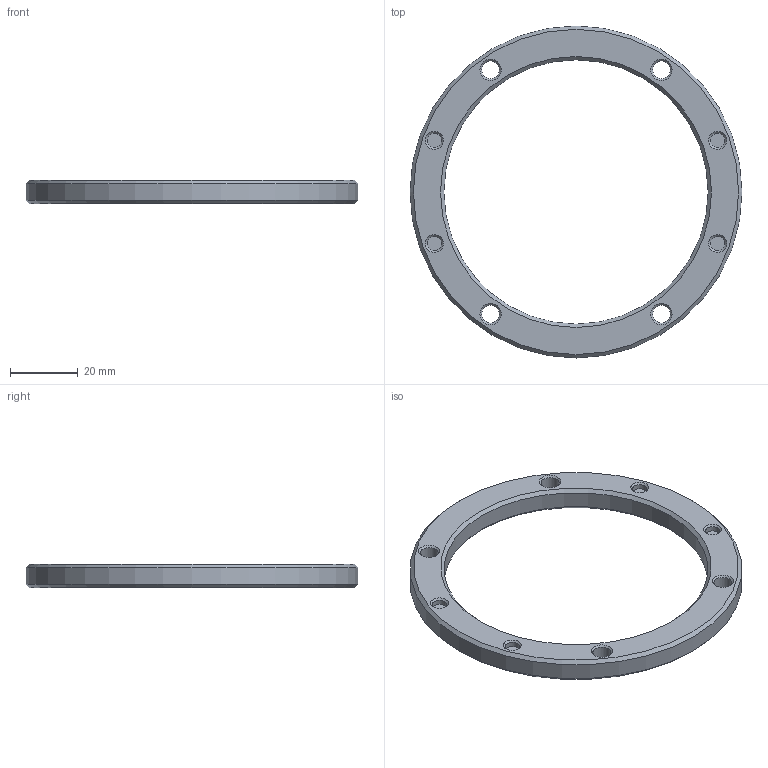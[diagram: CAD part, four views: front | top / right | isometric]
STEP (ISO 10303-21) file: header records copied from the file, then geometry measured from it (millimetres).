
FILE_DESCRIPTION(/* description */ (''),/* implementation_level */ '2;1');
FILE_NAME(/* name */ '3-BattSupportCircle.step',/* time_stamp */ '2019-12-21T14:07:24-04:00',/* author */ (''),/* organization */ (''),/* preprocessor_version */ 'ST-DEVELOPER v18',/* originating_system */ 'Autodesk Translation Framework v8.12.0.6',/* authorisation */ '');
FILE_SCHEMA (('AUTOMOTIVE_DESIGN { 1 0 10303 214 3 1 1 }'));
Length unit declared in the file: millimetre
Products named in the file (1): BattSupportCircle
Bounding box: 98 x 98 x 7 mm (x, y, z)
Volume: 17917 mm3; surface area: 9192.3 mm2
Topology: 1 solids, 1 shells, 44 faces, 102 edges, 68 vertices
Faces by surface type: cone 20, cylinder 14, plane 10
Full cylindrical faces by diameter (mm): 4.3 x8, 5.3 x4, 78 x1, 98 x1
Entity records: 1347 total; most frequent: DIRECTION 260, CARTESIAN_POINT 215, ORIENTED_EDGE 204, AXIS2_PLACEMENT_3D 113, EDGE_CURVE 102, CIRCLE 68, VERTEX_POINT 68, EDGE_LOOP 62
